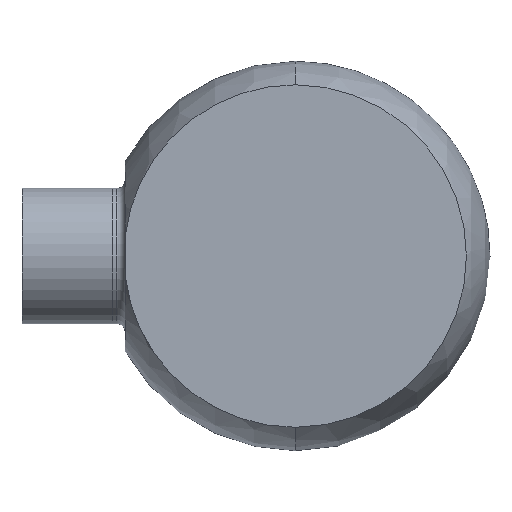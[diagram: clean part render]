
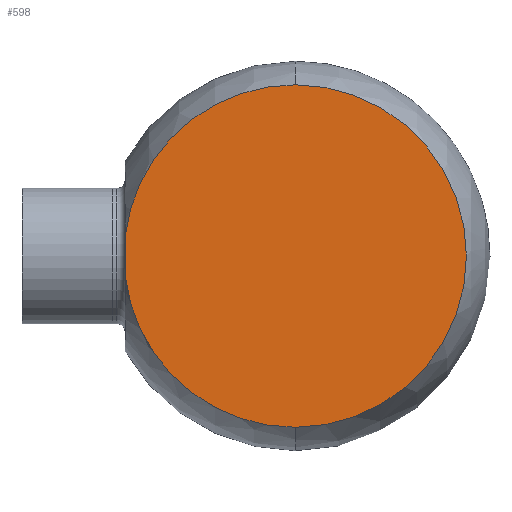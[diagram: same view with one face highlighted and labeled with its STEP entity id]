
A CAD part, front view. The second image highlights one B-rep face of the part: STEP entity #598.
In plain terms, the highlighted planar face has unit normal (0, -1, 0).
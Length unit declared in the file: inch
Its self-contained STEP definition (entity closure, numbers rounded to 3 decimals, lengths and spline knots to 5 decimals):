
#10 = CARTESIAN_POINT ( 'NONE',  ( -1.255, -0.685, 1.26323 ) ) ;
#42 = DIRECTION ( 'NONE',  ( -1., 0., 0. ) ) ;
#55 = EDGE_LOOP ( 'NONE', ( #383, #175, #388, #187 ) ) ;
#91 = AXIS2_PLACEMENT_3D ( 'NONE', #267, #562, #224 ) ;
#92 = CARTESIAN_POINT ( 'NONE',  ( 0., -0.685, 0. ) ) ;
#93 = EDGE_CURVE ( 'NONE', #402, #618, #188, .T. ) ;
#126 = DIRECTION ( 'NONE',  ( -1., 0., 0. ) ) ;
#173 = VERTEX_POINT ( 'NONE', #454 ) ;
#175 = ORIENTED_EDGE ( 'NONE', *, *, #222, .F. ) ;
#178 = CARTESIAN_POINT ( 'NONE',  ( 0., -0.685, 0. ) ) ;
#187 = ORIENTED_EDGE ( 'NONE', *, *, #373, .F. ) ;
#188 = LINE ( 'NONE', #10, #237 ) ;
#195 = DIRECTION ( 'NONE',  ( 0., 1., 0. ) ) ;
#197 = AXIS2_PLACEMENT_3D ( 'NONE', #295, #195, #488 ) ;
#222 = EDGE_CURVE ( 'NONE', #173, #402, #620, .T. ) ;
#224 = DIRECTION ( 'NONE',  ( -1., 0., 0. ) ) ;
#229 = CIRCLE ( 'NONE', #524, 1.26323 ) ;
#237 = VECTOR ( 'NONE', #305, 39.37008 ) ;
#267 = CARTESIAN_POINT ( 'NONE',  ( 0., -0.685, 0. ) ) ;
#286 = AXIS2_PLACEMENT_3D ( 'NONE', #178, #467, #126 ) ;
#295 = CARTESIAN_POINT ( 'NONE',  ( 0., -0.685, 1.26323 ) ) ;
#305 = DIRECTION ( 'NONE',  ( 0., 0., 1. ) ) ;
#372 = CARTESIAN_POINT ( 'NONE',  ( -1.255, -0.685, -0.14394 ) ) ;
#373 = EDGE_CURVE ( 'NONE', #618, #541, #389, .T. ) ;
#381 = DIRECTION ( 'NONE',  ( 0., 1., 0. ) ) ;
#383 = ORIENTED_EDGE ( 'NONE', *, *, #93, .F. ) ;
#388 = ORIENTED_EDGE ( 'NONE', *, *, #535, .F. ) ;
#389 = CIRCLE ( 'NONE', #286, 1.26323 ) ;
#402 = VERTEX_POINT ( 'NONE', #372 ) ;
#431 = CARTESIAN_POINT ( 'NONE',  ( 0., -0.685, 1.26323 ) ) ;
#454 = CARTESIAN_POINT ( 'NONE',  ( 0., -0.685, -1.26323 ) ) ;
#467 = DIRECTION ( 'NONE',  ( 0., 1., 0. ) ) ;
#477 = FACE_OUTER_BOUND ( 'NONE', #55, .T. ) ;
#488 = DIRECTION ( 'NONE',  ( -1., 0., 0. ) ) ;
#524 = AXIS2_PLACEMENT_3D ( 'NONE', #92, #381, #42 ) ;
#535 = EDGE_CURVE ( 'NONE', #541, #173, #229, .T. ) ;
#537 = PLANE ( 'NONE',  #197 ) ;
#541 = VERTEX_POINT ( 'NONE', #431 ) ;
#562 = DIRECTION ( 'NONE',  ( 0., 1., 0. ) ) ;
#583 = CARTESIAN_POINT ( 'NONE',  ( -1.255, -0.685, 0.14394 ) ) ;
#598 = ADVANCED_FACE ( 'NONE', ( #477 ), #537, .F. ) ;
#618 = VERTEX_POINT ( 'NONE', #583 ) ;
#620 = CIRCLE ( 'NONE', #91, 1.26323 ) ;
